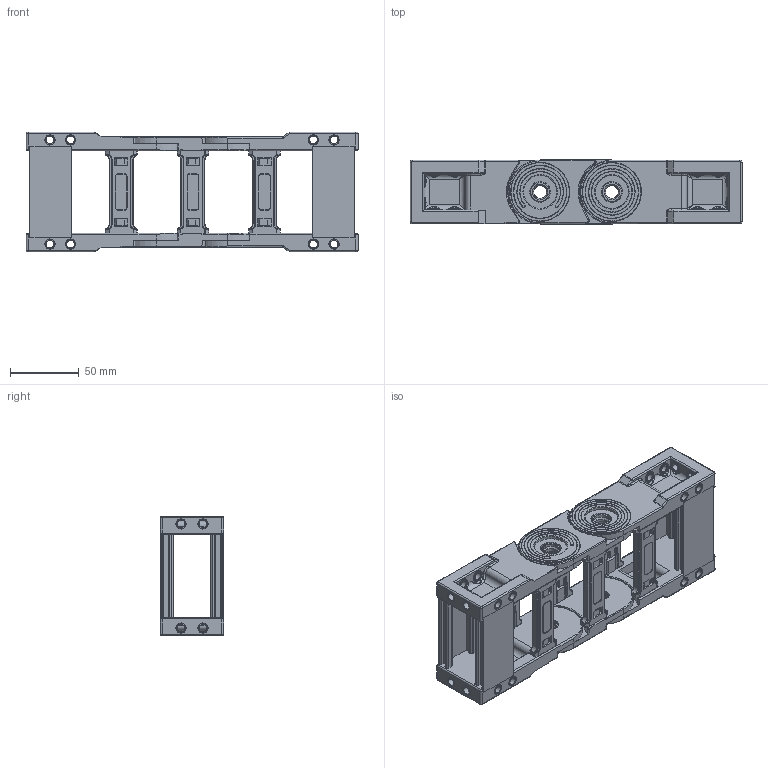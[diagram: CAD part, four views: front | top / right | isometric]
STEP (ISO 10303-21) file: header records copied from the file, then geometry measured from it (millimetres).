
FILE_DESCRIPTION (( 'STEP AP214' ), '1' );
FILE_NAME ('CK30-A60 AYAK.STEP', '2019-09-16T09:42:59', ( '' ), ( '' ), 'SwSTEP 2.0', 'SolidWorks 2017', '' );
FILE_SCHEMA (( 'AUTOMOTIVE_DESIGN' ));
Length unit declared in the file: millimetre
Products named in the file (1): CK30-A60 AYAK
Bounding box: 242.31 x 46.7 x 87.57 mm (x, y, z)
Volume: 245183.9 mm3; surface area: 163114.9 mm2
Topology: 40 solids, 40 shells, 3530 faces, 9004 edges, 5636 vertices
Faces by surface type: plane 1350, cylinder 1338, torus 372, bspline 358, sphere 72, cone 40
Entity records: 142006 total; most frequent: CARTESIAN_POINT 59372, ORIENTED_EDGE 17884, DIRECTION 16178, EDGE_CURVE 8942, AXIS2_PLACEMENT_3D 5801, VERTEX_POINT 5636, LINE 4576, VECTOR 4576
